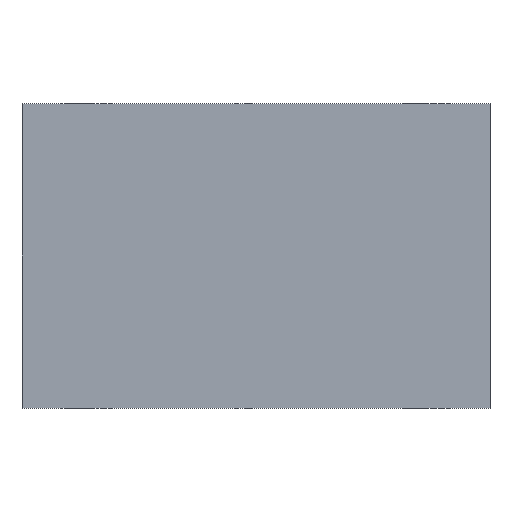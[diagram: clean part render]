
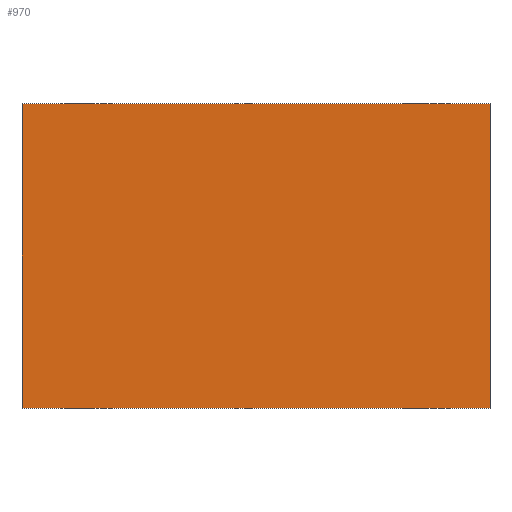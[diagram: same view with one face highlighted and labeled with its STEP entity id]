
A CAD part, front view. The second image highlights one B-rep face of the part: STEP entity #970.
In plain terms, the highlighted planar face has unit normal (0, -1, 0).
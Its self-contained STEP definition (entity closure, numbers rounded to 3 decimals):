
#181=ORIENTED_EDGE('',*,*,#425,.T.);
#182=ORIENTED_EDGE('',*,*,#375,.F.);
#183=ORIENTED_EDGE('',*,*,#419,.F.);
#184=ORIENTED_EDGE('',*,*,#386,.T.);
#375=EDGE_CURVE('',#501,#496,#594,.T.);
#386=EDGE_CURVE('',#512,#511,#600,.T.);
#419=EDGE_CURVE('',#512,#501,#620,.T.);
#425=EDGE_CURVE('',#511,#496,#622,.T.);
#496=VERTEX_POINT('',#1501);
#501=VERTEX_POINT('',#1510);
#511=VERTEX_POINT('',#1532);
#512=VERTEX_POINT('',#1534);
#594=LINE('',#1511,#660);
#600=LINE('',#1533,#666);
#620=LINE('',#1599,#686);
#622=LINE('',#1610,#688);
#660=VECTOR('',#1184,1000.);
#666=VECTOR('',#1202,1000.);
#686=VECTOR('',#1256,1000.);
#688=VECTOR('',#1268,1000.);
#737=EDGE_LOOP('',(#181,#182,#183,#184));
#843=FACE_BOUND('',#737,.T.);
#937=PLANE('',#1072);
#970=ADVANCED_FACE('',(#843),#937,.F.);
#1072=AXIS2_PLACEMENT_3D('',#1611,#1269,#1270);
#1184=DIRECTION('',(0.,0.,-1.));
#1202=DIRECTION('',(0.,0.,-1.));
#1256=DIRECTION('',(1.,0.,0.));
#1268=DIRECTION('',(1.,0.,0.));
#1269=DIRECTION('',(0.,1.,0.));
#1270=DIRECTION('',(0.,0.,1.));
#1501=CARTESIAN_POINT('',(40.,0.,-26.));
#1510=CARTESIAN_POINT('',(40.,0.,26.));
#1511=CARTESIAN_POINT('',(40.,0.,26.));
#1532=CARTESIAN_POINT('',(-40.,0.,-26.));
#1533=CARTESIAN_POINT('',(-40.,0.,26.));
#1534=CARTESIAN_POINT('',(-40.,0.,26.));
#1599=CARTESIAN_POINT('',(-40.,0.,26.));
#1610=CARTESIAN_POINT('',(-40.,0.,-26.));
#1611=CARTESIAN_POINT('',(-40.,0.,26.));
